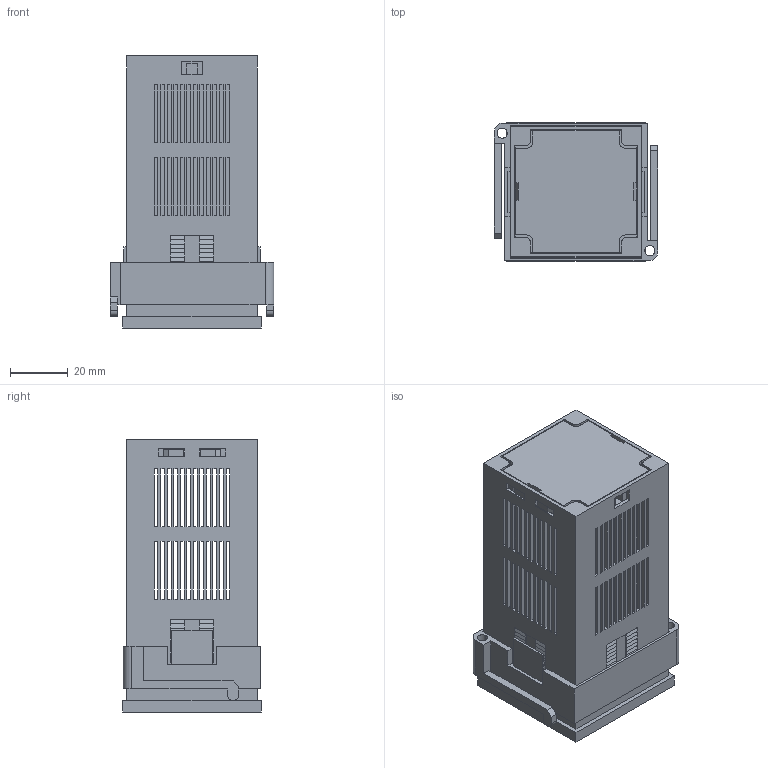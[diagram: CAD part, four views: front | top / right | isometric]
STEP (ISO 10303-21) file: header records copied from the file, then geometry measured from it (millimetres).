
FILE_DESCRIPTION (( 'STEP AP214' ), '1' );
FILE_NAME ('IC-248-03.STEP', '2022-01-17T14:40:48', ( '' ), ( '' ), 'SwSTEP 2.0', 'SolidWorks 2017', '' );
FILE_SCHEMA (( 'AUTOMOTIVE_DESIGN' ));
Length unit declared in the file: millimetre
Products named in the file (15): IC-248-03; Clamp ICCL-248; IC-248-BP-plain; Case IC-248; Front Plate FP-248-01-02; IC-248-Horizontal-PCB; Back Plate Plain - IC-248-BP-Plain; IC-248-BP-PCB
Assembly tree (8 placements, depth 3):
  IC-248-03
    Case IC-248
    Clamp ICCL-248
    Front Plate FP-248-01-02
    Back Plate Plain - IC-248-BP-Plain
      IC-248-BP-plain
      IC-248-BP-PCB
    IC-248-Horizontal-PCB  x2
  Clamp ICCL-248
  Case IC-248
  IC-248-Horizontal-PCB
  IC-248-BP-plain
Bounding box: 56.5 x 48 x 94 mm (x, y, z)
Volume: 44928.9 mm3; surface area: 71537.3 mm2
Topology: 7 solids, 7 shells, 955 faces, 2654 edges, 1716 vertices
Faces by surface type: plane 917, cylinder 38
Entity records: 29581 total; most frequent: CARTESIAN_POINT 5168, ORIENTED_EDGE 5140, DIRECTION 4522, EDGE_CURVE 2570, LINE 2494, VECTOR 2494, VERTEX_POINT 1660, EDGE_LOOP 1108
